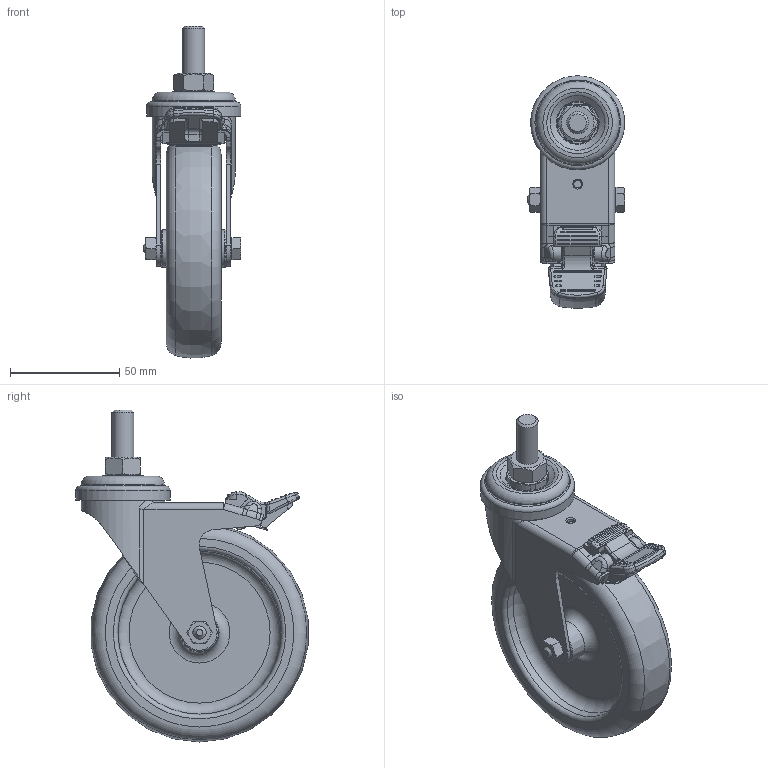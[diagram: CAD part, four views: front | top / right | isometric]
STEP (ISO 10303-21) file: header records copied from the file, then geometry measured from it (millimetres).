
FILE_DESCRIPTION(/* description */ ('Unknown'),/* implementation_level */ '2;1');
FILE_NAME(/* name */ '113.00040 Lenkrolle LA 100 kpl',/* time_stamp */ '2017-12-18T17:26:18+01:00',/* author */ ('Unknown'),/* organization */ ('Unknown'),/* preprocessor_version */ 'ST-DEVELOPER v16.7',/* originating_system */ 'DEX',/* authorisation */ $);
FILE_SCHEMA (('AUTOMOTIVE_DESIGN {1 0 10303 214 3 1 1}'));
Length unit declared in the file: millimetre
Products named in the file (6): 113.00040; 113.00100; GH-LRA100-FI_Standard_oa_0; GS10_Standard; TPA-G_TPA_100_8G_oa_1; 142.00040
Assembly tree (5 placements, depth 3):
  113.00040
    113.00100
      GH-LRA100-FI_Standard_oa_0
      GS10_Standard
      TPA-G_TPA_100_8G_oa_1
    142.00040
Bounding box: 44.5 x 106.09 x 151.66 mm (x, y, z)
Volume: 110407 mm3; surface area: 52848.3 mm2
Topology: 5 solids, 7 shells, 726 faces, 1955 edges, 1218 vertices
Faces by surface type: plane 284, cylinder 205, bspline 104, cone 58, sphere 39, torus 36
Full cylindrical faces by diameter (mm): 3.5 x1, 6 x2, 6.1 x1, 6.4 x2, 8.376 x1, 8.4 x1, 9.999 x1, 10 x1, 11 x1, 13 x1, 13.45 x1, 14 x1, 17.45 x1, 18.9 x1, 34 x1, 38 x1, 40 x1, 43 x1
Entity records: 27486 total; most frequent: CARTESIAN_POINT 10708, ORIENTED_EDGE 3544, DIRECTION 3139, EDGE_CURVE 1772, AXIS2_PLACEMENT_3D 1180, VERTEX_POINT 1166, FACE_BOUND 840, EDGE_LOOP 839
